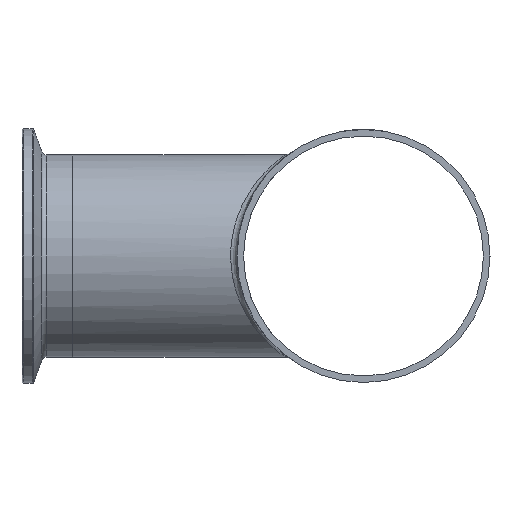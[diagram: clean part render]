
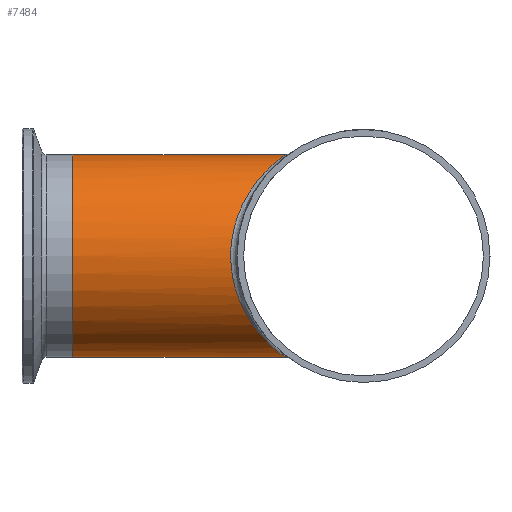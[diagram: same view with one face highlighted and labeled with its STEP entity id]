
A CAD part, left-side view. The second image highlights one B-rep face of the part: STEP entity #7484.
In plain terms, the highlighted cylindrical face has radius 25.4 mm (diameter 50.8 mm), a full revolution.
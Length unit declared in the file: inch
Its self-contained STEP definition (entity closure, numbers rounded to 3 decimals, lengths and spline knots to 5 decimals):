
#145=FACE_BOUND('',#1377,.T.);
#925=FACE_OUTER_BOUND('',#1376,.T.);
#1376=EDGE_LOOP('',(#6935));
#1377=EDGE_LOOP('',(#6936));
#1779=B_SPLINE_CURVE_WITH_KNOTS('',3,(#16282,#16283,#16284,#16285,#16286,
#16287,#16288,#16289,#16290,#16291,#16292,#16293,#16294,#16295,#16296,#16297,
#16298,#16299,#16300,#16301,#16302,#16303,#16304,#16305,#16306),
 .UNSPECIFIED.,.T.,.F.,(4,1,1,1,1,1,1,1,1,1,1,1,1,1,1,1,1,1,1,1,1,1,4),
(0.,0.58604,1.17208,2.34417,3.12555,
3.90694,4.68833,5.46972,6.25111,7.0325,
7.81388,8.20458,8.59527,9.37666,10.15805,
10.93944,11.72083,12.30687,12.89291,14.06499,
15.23707,15.82312,16.40916),.UNSPECIFIED.);
#2938=CIRCLE('',#7925,1.);
#3676=VERTEX_POINT('',#16153);
#3677=VERTEX_POINT('',#16280);
#4771=EDGE_CURVE('',#3676,#3676,#2938,.T.);
#4773=EDGE_CURVE('',#3677,#3677,#1779,.T.);
#6935=ORIENTED_EDGE('',*,*,#4771,.T.);
#6936=ORIENTED_EDGE('',*,*,#4773,.F.);
#7022=CYLINDRICAL_SURFACE('',#7927,1.);
#7484=ADVANCED_FACE('',(#925,#145),#7022,.T.);
#7925=AXIS2_PLACEMENT_3D('',#16154,#9319,#9320);
#7927=AXIS2_PLACEMENT_3D('',#16307,#9323,#9324);
#9319=DIRECTION('center_axis',(0.,-1.,0.));
#9320=DIRECTION('ref_axis',(1.,0.,0.));
#9323=DIRECTION('center_axis',(0.,-1.,0.));
#9324=DIRECTION('ref_axis',(1.,0.,0.));
#16153=CARTESIAN_POINT('',(-1.,2.875,0.));
#16154=CARTESIAN_POINT('Origin',(0.,2.875,0.));
#16280=CARTESIAN_POINT('',(0.,0.77055,1.));
#16282=CARTESIAN_POINT('Ctrl Pts',(0.,0.77047,
1.00002));
#16283=CARTESIAN_POINT('Ctrl Pts',(-0.07927,0.77047,
1.));
#16284=CARTESIAN_POINT('Ctrl Pts',(-0.23781,0.80006,
0.98052));
#16285=CARTESIAN_POINT('Ctrl Pts',(-0.51405,0.9322,
0.87818));
#16286=CARTESIAN_POINT('Ctrl Pts',(-0.75604,1.10986,
0.68713));
#16287=CARTESIAN_POINT('Ctrl Pts',(-0.93769,1.25861,
0.39044));
#16288=CARTESIAN_POINT('Ctrl Pts',(-1.01401,1.32473,0.08172));
#16289=CARTESIAN_POINT('Ctrl Pts',(-0.98762,1.30165,
-0.24132));
#16290=CARTESIAN_POINT('Ctrl Pts',(-0.868,1.2003,
-0.52536));
#16291=CARTESIAN_POINT('Ctrl Pts',(-0.68275,1.05445,
-0.74856));
#16292=CARTESIAN_POINT('Ctrl Pts',(-0.44924,0.89686,
-0.90862));
#16293=CARTESIAN_POINT('Ctrl Pts',(-0.21205,0.79005,
-0.98698));
#16294=CARTESIAN_POINT('Ctrl Pts',(0.00002,0.76399,
-1.00437));
#16295=CARTESIAN_POINT('Ctrl Pts',(0.21198,0.78998,
-0.98699));
#16296=CARTESIAN_POINT('Ctrl Pts',(0.44927,0.89687,
-0.90866));
#16297=CARTESIAN_POINT('Ctrl Pts',(0.68277,1.05444,-0.74846));
#16298=CARTESIAN_POINT('Ctrl Pts',(0.86807,1.20037,-0.52548));
#16299=CARTESIAN_POINT('Ctrl Pts',(0.97749,1.29308,-0.26475));
#16300=CARTESIAN_POINT('Ctrl Pts',(1.00969,1.32089,-0.00024));
#16301=CARTESIAN_POINT('Ctrl Pts',(0.97102,1.28741,0.31857));
#16302=CARTESIAN_POINT('Ctrl Pts',(0.7932,1.13723,0.65878));
#16303=CARTESIAN_POINT('Ctrl Pts',(0.51403,0.93217,
0.87783));
#16304=CARTESIAN_POINT('Ctrl Pts',(0.23781,0.80007,
0.98062));
#16305=CARTESIAN_POINT('Ctrl Pts',(0.07927,0.77047,
1.00003));
#16306=CARTESIAN_POINT('Ctrl Pts',(0.,0.77047,
1.00002));
#16307=CARTESIAN_POINT('Origin',(0.,2.875,0.));
